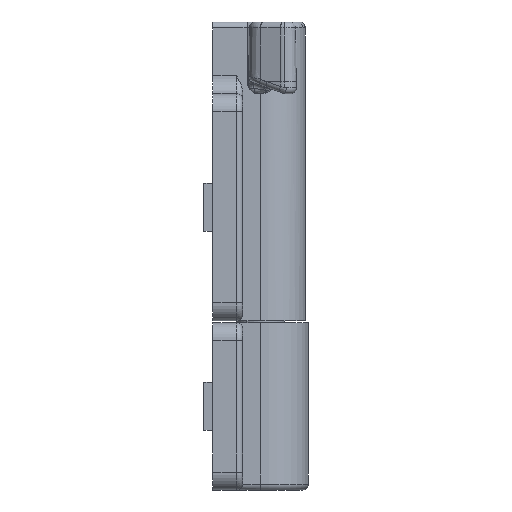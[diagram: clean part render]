
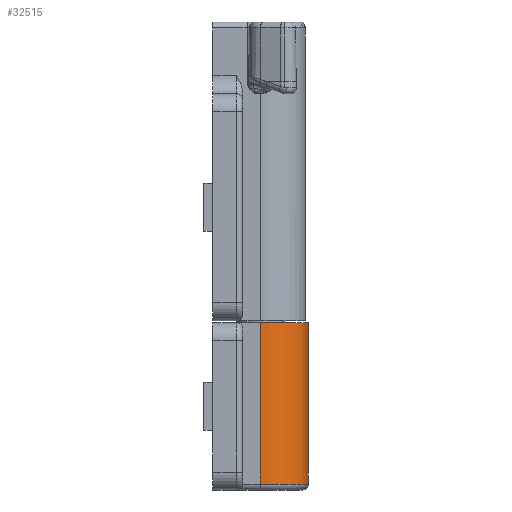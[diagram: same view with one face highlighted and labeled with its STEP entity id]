
A CAD part, front view. The second image highlights one B-rep face of the part: STEP entity #32515.
In plain terms, the highlighted cylindrical face has radius 8 mm (diameter 16 mm), a partial arc.
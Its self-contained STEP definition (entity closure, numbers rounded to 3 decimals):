
#30159 = EDGE_CURVE('',#30160,#30162,#30164,.T.);
#30160 = VERTEX_POINT('',#30161);
#30161 = CARTESIAN_POINT('',(8.,0.,-27.3));
#30162 = VERTEX_POINT('',#30163);
#30163 = CARTESIAN_POINT('',(8.,0.,-0.3));
#30164 = SURFACE_CURVE('',#30165,(#30169,#30181),.PCURVE_S1.);
#30165 = LINE('',#30166,#30167);
#30166 = CARTESIAN_POINT('',(8.,0.,-0.3));
#30167 = VECTOR('',#30168,1.);
#30168 = DIRECTION('',(0.,0.,1.));
#30169 = PCURVE('',#30170,#30175);
#30170 = CYLINDRICAL_SURFACE('',#30171,8.);
#30171 = AXIS2_PLACEMENT_3D('',#30172,#30173,#30174);
#30172 = CARTESIAN_POINT('',(0.,0.,-0.3));
#30173 = DIRECTION('',(0.,0.,1.));
#30174 = DIRECTION('',(-1.,0.,0.));
#30175 = DEFINITIONAL_REPRESENTATION('',(#30176),#30180);
#30176 = LINE('',#30177,#30178);
#30177 = CARTESIAN_POINT('',(3.142,0.));
#30178 = VECTOR('',#30179,1.);
#30179 = DIRECTION('',(0.,1.));
#30180 = ( GEOMETRIC_REPRESENTATION_CONTEXT(2) 
PARAMETRIC_REPRESENTATION_CONTEXT() REPRESENTATION_CONTEXT('2D SPACE',''
  ) );
#30181 = PCURVE('',#30182,#30187);
#30182 = CYLINDRICAL_SURFACE('',#30183,8.);
#30183 = AXIS2_PLACEMENT_3D('',#30184,#30185,#30186);
#30184 = CARTESIAN_POINT('',(0.,0.,-0.3));
#30185 = DIRECTION('',(0.,0.,1.));
#30186 = DIRECTION('',(-1.,0.,0.));
#30187 = DEFINITIONAL_REPRESENTATION('',(#30188),#30192);
#30188 = LINE('',#30189,#30190);
#30189 = CARTESIAN_POINT('',(3.142,0.));
#30190 = VECTOR('',#30191,1.);
#30191 = DIRECTION('',(0.,1.));
#30192 = ( GEOMETRIC_REPRESENTATION_CONTEXT(2) 
PARAMETRIC_REPRESENTATION_CONTEXT() REPRESENTATION_CONTEXT('2D SPACE',''
  ) );
#30266 = PLANE('',#30267);
#30267 = AXIS2_PLACEMENT_3D('',#30268,#30269,#30270);
#30268 = CARTESIAN_POINT('',(0.,0.,-0.3));
#30269 = DIRECTION('',(0.,0.,1.));
#30270 = DIRECTION('',(1.,0.,-0.));
#30525 = TOROIDAL_SURFACE('',#30526,7.,1.);
#30526 = AXIS2_PLACEMENT_3D('',#30527,#30528,#30529);
#30527 = CARTESIAN_POINT('',(0.,0.,-27.3));
#30528 = DIRECTION('',(0.,0.,1.));
#30529 = DIRECTION('',(1.,0.,-0.));
#30575 = EDGE_CURVE('',#30576,#30160,#30578,.T.);
#30576 = VERTEX_POINT('',#30577);
#30577 = CARTESIAN_POINT('',(0.,-8.,-27.3));
#30578 = SURFACE_CURVE('',#30579,(#30584,#30591),.PCURVE_S1.);
#30579 = CIRCLE('',#30580,8.);
#30580 = AXIS2_PLACEMENT_3D('',#30581,#30582,#30583);
#30581 = CARTESIAN_POINT('',(0.,0.,-27.3));
#30582 = DIRECTION('',(0.,0.,1.));
#30583 = DIRECTION('',(1.,0.,-0.));
#30584 = PCURVE('',#30525,#30585);
#30585 = DEFINITIONAL_REPRESENTATION('',(#30586),#30590);
#30586 = LINE('',#30587,#30588);
#30587 = CARTESIAN_POINT('',(0.,6.283));
#30588 = VECTOR('',#30589,1.);
#30589 = DIRECTION('',(1.,0.));
#30590 = ( GEOMETRIC_REPRESENTATION_CONTEXT(2) 
PARAMETRIC_REPRESENTATION_CONTEXT() REPRESENTATION_CONTEXT('2D SPACE',''
  ) );
#30591 = PCURVE('',#30182,#30592);
#30592 = DEFINITIONAL_REPRESENTATION('',(#30593),#30597);
#30593 = LINE('',#30594,#30595);
#30594 = CARTESIAN_POINT('',(-3.142,-27.));
#30595 = VECTOR('',#30596,1.);
#30596 = DIRECTION('',(1.,0.));
#30597 = ( GEOMETRIC_REPRESENTATION_CONTEXT(2) 
PARAMETRIC_REPRESENTATION_CONTEXT() REPRESENTATION_CONTEXT('2D SPACE',''
  ) );
#31791 = VERTEX_POINT('',#31792);
#31792 = CARTESIAN_POINT('',(0.,-8.,-0.3));
#31806 = PLANE('',#31807);
#31807 = AXIS2_PLACEMENT_3D('',#31808,#31809,#31810);
#31808 = CARTESIAN_POINT('',(-3.,-8.,-0.3));
#31809 = DIRECTION('',(-0.,1.,0.));
#31810 = DIRECTION('',(1.,0.,0.));
#31818 = EDGE_CURVE('',#31791,#30162,#31819,.T.);
#31819 = SURFACE_CURVE('',#31820,(#31825,#31832),.PCURVE_S1.);
#31820 = CIRCLE('',#31821,8.);
#31821 = AXIS2_PLACEMENT_3D('',#31822,#31823,#31824);
#31822 = CARTESIAN_POINT('',(0.,0.,-0.3));
#31823 = DIRECTION('',(0.,0.,1.));
#31824 = DIRECTION('',(1.,0.,-0.));
#31825 = PCURVE('',#30266,#31826);
#31826 = DEFINITIONAL_REPRESENTATION('',(#31827),#31831);
#31827 = CIRCLE('',#31828,8.);
#31828 = AXIS2_PLACEMENT_2D('',#31829,#31830);
#31829 = CARTESIAN_POINT('',(0.,0.));
#31830 = DIRECTION('',(1.,0.));
#31831 = ( GEOMETRIC_REPRESENTATION_CONTEXT(2) 
PARAMETRIC_REPRESENTATION_CONTEXT() REPRESENTATION_CONTEXT('2D SPACE',''
  ) );
#31832 = PCURVE('',#30182,#31833);
#31833 = DEFINITIONAL_REPRESENTATION('',(#31834),#31838);
#31834 = LINE('',#31835,#31836);
#31835 = CARTESIAN_POINT('',(-3.142,0.));
#31836 = VECTOR('',#31837,1.);
#31837 = DIRECTION('',(1.,0.));
#31838 = ( GEOMETRIC_REPRESENTATION_CONTEXT(2) 
PARAMETRIC_REPRESENTATION_CONTEXT() REPRESENTATION_CONTEXT('2D SPACE',''
  ) );
#32472 = EDGE_CURVE('',#31791,#30576,#32473,.T.);
#32473 = SURFACE_CURVE('',#32474,(#32478,#32485),.PCURVE_S1.);
#32474 = LINE('',#32475,#32476);
#32475 = CARTESIAN_POINT('',(0.,-8.,-0.3));
#32476 = VECTOR('',#32477,1.);
#32477 = DIRECTION('',(-0.,-0.,-1.));
#32478 = PCURVE('',#31806,#32479);
#32479 = DEFINITIONAL_REPRESENTATION('',(#32480),#32484);
#32480 = LINE('',#32481,#32482);
#32481 = CARTESIAN_POINT('',(3.,0.));
#32482 = VECTOR('',#32483,1.);
#32483 = DIRECTION('',(0.,1.));
#32484 = ( GEOMETRIC_REPRESENTATION_CONTEXT(2) 
PARAMETRIC_REPRESENTATION_CONTEXT() REPRESENTATION_CONTEXT('2D SPACE',''
  ) );
#32485 = PCURVE('',#30182,#32486);
#32486 = DEFINITIONAL_REPRESENTATION('',(#32487),#32491);
#32487 = LINE('',#32488,#32489);
#32488 = CARTESIAN_POINT('',(1.571,0.));
#32489 = VECTOR('',#32490,1.);
#32490 = DIRECTION('',(0.,-1.));
#32491 = ( GEOMETRIC_REPRESENTATION_CONTEXT(2) 
PARAMETRIC_REPRESENTATION_CONTEXT() REPRESENTATION_CONTEXT('2D SPACE',''
  ) );
#32515 = ADVANCED_FACE('',(#32516),#30182,.T.);
#32516 = FACE_BOUND('',#32517,.T.);
#32517 = EDGE_LOOP('',(#32518,#32519,#32520,#32521));
#32518 = ORIENTED_EDGE('',*,*,#30159,.T.);
#32519 = ORIENTED_EDGE('',*,*,#31818,.F.);
#32520 = ORIENTED_EDGE('',*,*,#32472,.T.);
#32521 = ORIENTED_EDGE('',*,*,#30575,.T.);
